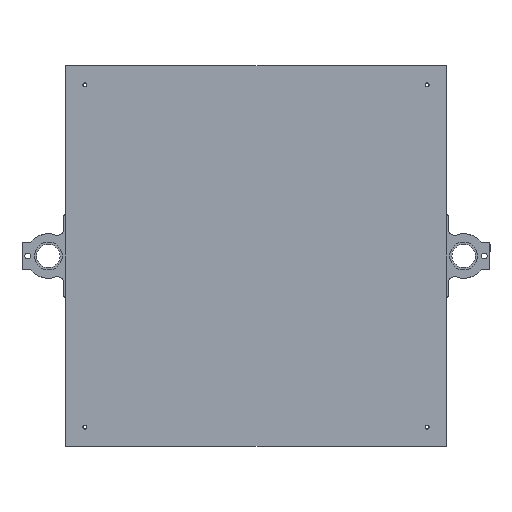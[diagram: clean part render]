
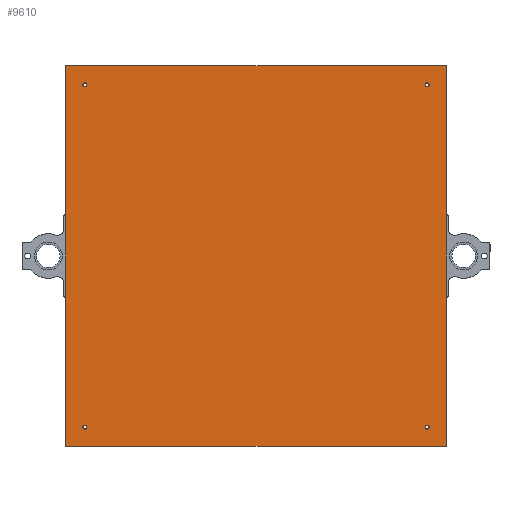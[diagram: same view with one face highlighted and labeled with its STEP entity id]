
A CAD part, front view. The second image highlights one B-rep face of the part: STEP entity #9610.
In plain terms, the highlighted planar face has unit normal (0, -1, 0).
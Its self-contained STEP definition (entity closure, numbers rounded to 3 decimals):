
#36 = FACE_BOUND ( 'NONE', #5120, .T. ) ;
#128 = DIRECTION ( 'NONE',  ( 0., 0., -1. ) ) ;
#152 = FACE_BOUND ( 'NONE', #9288, .T. ) ;
#534 = CIRCLE ( 'NONE', #14476, 3.4 ) ;
#606 = EDGE_CURVE ( 'NONE', #5090, #3337, #19856, .T. ) ;
#1193 = EDGE_CURVE ( 'NONE', #17698, #9654, #8584, .T. ) ;
#1330 = EDGE_CURVE ( 'NONE', #4119, #14249, #21382, .T. ) ;
#1340 = ORIENTED_EDGE ( 'NONE', *, *, #1193, .T. ) ;
#1487 = VECTOR ( 'NONE', #2156, 1000. ) ;
#1500 = DIRECTION ( 'NONE',  ( 0., -1., 0. ) ) ;
#1598 = CARTESIAN_POINT ( 'NONE',  ( -32.929, -0.5, -617.071 ) ) ;
#1883 = AXIS2_PLACEMENT_3D ( 'NONE', #15376, #6025, #10117 ) ;
#2140 = DIRECTION ( 'NONE',  ( 0., -1., 0. ) ) ;
#2156 = DIRECTION ( 'NONE',  ( 0., 0., 1. ) ) ;
#2215 = ORIENTED_EDGE ( 'NONE', *, *, #3712, .T. ) ;
#2298 = ORIENTED_EDGE ( 'NONE', *, *, #606, .F. ) ;
#2358 = ORIENTED_EDGE ( 'NONE', *, *, #1330, .F. ) ;
#2513 = DIRECTION ( 'NONE',  ( 0., -1., 0. ) ) ;
#2625 = CARTESIAN_POINT ( 'NONE',  ( -617.071, -0.5, -617.071 ) ) ;
#2825 = DIRECTION ( 'NONE',  ( 0., 0., -1. ) ) ;
#3246 = ORIENTED_EDGE ( 'NONE', *, *, #7836, .F. ) ;
#3337 = VERTEX_POINT ( 'NONE', #17149 ) ;
#3712 = EDGE_CURVE ( 'NONE', #4366, #17698, #18994, .T. ) ;
#3763 = DIRECTION ( 'NONE',  ( -1., 0., 0. ) ) ;
#3799 = CARTESIAN_POINT ( 'NONE',  ( -613.671, -0.5, -617.071 ) ) ;
#3801 = ORIENTED_EDGE ( 'NONE', *, *, #16123, .T. ) ;
#4017 = PLANE ( 'NONE',  #13593 ) ;
#4119 = VERTEX_POINT ( 'NONE', #8748 ) ;
#4152 = CARTESIAN_POINT ( 'NONE',  ( 0., -0.5, -650. ) ) ;
#4233 = CARTESIAN_POINT ( 'NONE',  ( -617.071, -0.5, -32.929 ) ) ;
#4366 = VERTEX_POINT ( 'NONE', #12426 ) ;
#4369 = VERTEX_POINT ( 'NONE', #4704 ) ;
#4478 = EDGE_LOOP ( 'NONE', ( #15480, #16337 ) ) ;
#4532 = AXIS2_PLACEMENT_3D ( 'NONE', #4233, #13715, #128 ) ;
#4704 = CARTESIAN_POINT ( 'NONE',  ( -617.071, -0.5, -36.329 ) ) ;
#5090 = VERTEX_POINT ( 'NONE', #6388 ) ;
#5120 = EDGE_LOOP ( 'NONE', ( #3246, #2358 ) ) ;
#5575 = CIRCLE ( 'NONE', #8746, 3.4 ) ;
#6009 = DIRECTION ( 'NONE',  ( 0., 0., -1. ) ) ;
#6025 = DIRECTION ( 'NONE',  ( 0., -1., 0. ) ) ;
#6388 = CARTESIAN_POINT ( 'NONE',  ( -29.529, -0.5, -32.929 ) ) ;
#6528 = CIRCLE ( 'NONE', #4532, 3.4 ) ;
#6626 = ORIENTED_EDGE ( 'NONE', *, *, #12523, .F. ) ;
#6933 = CARTESIAN_POINT ( 'NONE',  ( -617.071, -0.5, -617.071 ) ) ;
#7128 = AXIS2_PLACEMENT_3D ( 'NONE', #17661, #19649, #2825 ) ;
#7748 = FACE_OUTER_BOUND ( 'NONE', #14044, .T. ) ;
#7836 = EDGE_CURVE ( 'NONE', #14249, #4119, #5575, .T. ) ;
#7849 = VERTEX_POINT ( 'NONE', #22943 ) ;
#8163 = CARTESIAN_POINT ( 'NONE',  ( 0., -0.5, 0. ) ) ;
#8584 = LINE ( 'NONE', #18068, #8985 ) ;
#8746 = AXIS2_PLACEMENT_3D ( 'NONE', #19596, #2513, #9870 ) ;
#8748 = CARTESIAN_POINT ( 'NONE',  ( -32.929, -0.5, -620.471 ) ) ;
#8863 = DIRECTION ( 'NONE',  ( 0., 0., -1. ) ) ;
#8937 = AXIS2_PLACEMENT_3D ( 'NONE', #13108, #1500, #8863 ) ;
#8985 = VECTOR ( 'NONE', #10330, 1000. ) ;
#9107 = EDGE_CURVE ( 'NONE', #10223, #24045, #18803, .T. ) ;
#9288 = EDGE_LOOP ( 'NONE', ( #6626, #11350 ) ) ;
#9388 = CARTESIAN_POINT ( 'NONE',  ( -650., -0.5, 0. ) ) ;
#9610 = ADVANCED_FACE ( 'NONE', ( #15487, #36, #23063, #152, #7748 ), #4017, .T. ) ;
#9654 = VERTEX_POINT ( 'NONE', #14693 ) ;
#9724 = CARTESIAN_POINT ( 'NONE',  ( 0., -0.5, 0. ) ) ;
#9870 = DIRECTION ( 'NONE',  ( 0., 0., -1. ) ) ;
#10117 = DIRECTION ( 'NONE',  ( 0., 0., -1. ) ) ;
#10223 = VERTEX_POINT ( 'NONE', #3799 ) ;
#10330 = DIRECTION ( 'NONE',  ( 1., 0., 0. ) ) ;
#10950 = EDGE_LOOP ( 'NONE', ( #17748, #2298 ) ) ;
#11350 = ORIENTED_EDGE ( 'NONE', *, *, #13706, .F. ) ;
#12249 = EDGE_CURVE ( 'NONE', #24045, #10223, #534, .T. ) ;
#12348 = DIRECTION ( 'NONE',  ( 0., -1., 0. ) ) ;
#12426 = CARTESIAN_POINT ( 'NONE',  ( -650., -0.5, 0. ) ) ;
#12523 = EDGE_CURVE ( 'NONE', #7849, #4369, #6528, .T. ) ;
#12660 = VECTOR ( 'NONE', #3763, 1000. ) ;
#13108 = CARTESIAN_POINT ( 'NONE',  ( -617.071, -0.5, -32.929 ) ) ;
#13379 = LINE ( 'NONE', #4152, #1487 ) ;
#13593 = AXIS2_PLACEMENT_3D ( 'NONE', #19222, #2140, #6009 ) ;
#13706 = EDGE_CURVE ( 'NONE', #4369, #7849, #19688, .T. ) ;
#13715 = DIRECTION ( 'NONE',  ( 0., -1., 0. ) ) ;
#14044 = EDGE_LOOP ( 'NONE', ( #2215, #1340, #3801, #17169 ) ) ;
#14066 = CARTESIAN_POINT ( 'NONE',  ( -620.471, -0.5, -617.071 ) ) ;
#14249 = VERTEX_POINT ( 'NONE', #18519 ) ;
#14476 = AXIS2_PLACEMENT_3D ( 'NONE', #2625, #12348, #19829 ) ;
#14693 = CARTESIAN_POINT ( 'NONE',  ( 0., -0.5, -650. ) ) ;
#15376 = CARTESIAN_POINT ( 'NONE',  ( -32.929, -0.5, -32.929 ) ) ;
#15480 = ORIENTED_EDGE ( 'NONE', *, *, #12249, .F. ) ;
#15487 = FACE_BOUND ( 'NONE', #4478, .T. ) ;
#16122 = EDGE_CURVE ( 'NONE', #3337, #5090, #22561, .T. ) ;
#16123 = EDGE_CURVE ( 'NONE', #9654, #23224, #13379, .T. ) ;
#16337 = ORIENTED_EDGE ( 'NONE', *, *, #9107, .F. ) ;
#17008 = AXIS2_PLACEMENT_3D ( 'NONE', #1598, #20423, #22284 ) ;
#17149 = CARTESIAN_POINT ( 'NONE',  ( -36.329, -0.5, -32.929 ) ) ;
#17169 = ORIENTED_EDGE ( 'NONE', *, *, #18430, .T. ) ;
#17661 = CARTESIAN_POINT ( 'NONE',  ( -32.929, -0.5, -32.929 ) ) ;
#17698 = VERTEX_POINT ( 'NONE', #17985 ) ;
#17748 = ORIENTED_EDGE ( 'NONE', *, *, #16122, .F. ) ;
#17985 = CARTESIAN_POINT ( 'NONE',  ( -650., -0.5, -650. ) ) ;
#18068 = CARTESIAN_POINT ( 'NONE',  ( -650., -0.5, -650. ) ) ;
#18430 = EDGE_CURVE ( 'NONE', #23224, #4366, #20825, .T. ) ;
#18519 = CARTESIAN_POINT ( 'NONE',  ( -32.929, -0.5, -613.671 ) ) ;
#18774 = DIRECTION ( 'NONE',  ( 0., 0., -1. ) ) ;
#18803 = CIRCLE ( 'NONE', #20380, 3.4 ) ;
#18994 = LINE ( 'NONE', #9388, #23381 ) ;
#19222 = CARTESIAN_POINT ( 'NONE',  ( 0., -0.5, 0. ) ) ;
#19596 = CARTESIAN_POINT ( 'NONE',  ( -32.929, -0.5, -617.071 ) ) ;
#19649 = DIRECTION ( 'NONE',  ( 0., -1., 0. ) ) ;
#19688 = CIRCLE ( 'NONE', #8937, 3.4 ) ;
#19829 = DIRECTION ( 'NONE',  ( 0., 0., -1. ) ) ;
#19856 = CIRCLE ( 'NONE', #7128, 3.4 ) ;
#20380 = AXIS2_PLACEMENT_3D ( 'NONE', #6933, #22251, #18774 ) ;
#20423 = DIRECTION ( 'NONE',  ( 0., -1., 0. ) ) ;
#20825 = LINE ( 'NONE', #9724, #12660 ) ;
#21382 = CIRCLE ( 'NONE', #17008, 3.4 ) ;
#22251 = DIRECTION ( 'NONE',  ( 0., -1., 0. ) ) ;
#22284 = DIRECTION ( 'NONE',  ( 0., 0., -1. ) ) ;
#22561 = CIRCLE ( 'NONE', #1883, 3.4 ) ;
#22943 = CARTESIAN_POINT ( 'NONE',  ( -617.071, -0.5, -29.529 ) ) ;
#23063 = FACE_BOUND ( 'NONE', #10950, .T. ) ;
#23224 = VERTEX_POINT ( 'NONE', #8163 ) ;
#23381 = VECTOR ( 'NONE', #24590, 1000. ) ;
#24045 = VERTEX_POINT ( 'NONE', #14066 ) ;
#24590 = DIRECTION ( 'NONE',  ( 0., 0., -1. ) ) ;
